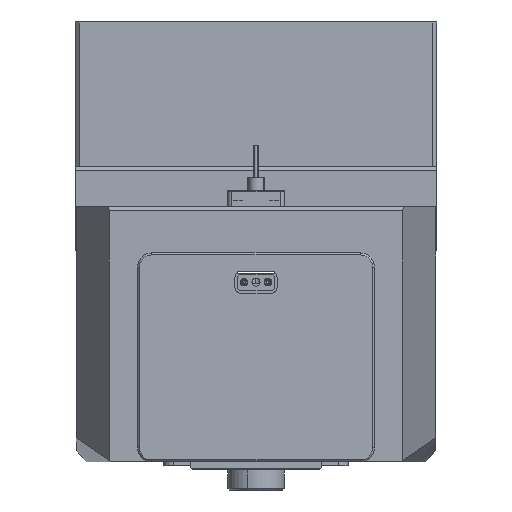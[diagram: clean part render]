
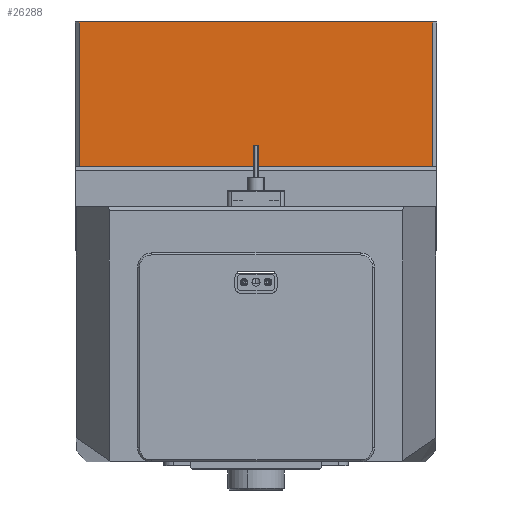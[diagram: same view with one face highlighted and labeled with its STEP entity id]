
A CAD part, left-side view. The second image highlights one B-rep face of the part: STEP entity #26288.
In plain terms, the highlighted planar face has unit normal (-1, 0, 0).
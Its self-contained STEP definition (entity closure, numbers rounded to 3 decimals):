
#779 = CARTESIAN_POINT ( 'NONE',  ( -160., 88., 127. ) ) ;
#1548 = DIRECTION ( 'NONE',  ( 0., 0., -1. ) ) ;
#2015 = LINE ( 'NONE', #40290, #25340 ) ;
#6070 = VERTEX_POINT ( 'NONE', #35747 ) ;
#7090 = VECTOR ( 'NONE', #8234, 1000. ) ;
#7578 = EDGE_LOOP ( 'NONE', ( #9882, #10068, #19552, #26029 ) ) ;
#8234 = DIRECTION ( 'NONE',  ( 0., -1., 0. ) ) ;
#9227 = FACE_OUTER_BOUND ( 'NONE', #7578, .T. ) ;
#9882 = ORIENTED_EDGE ( 'NONE', *, *, #27392, .T. ) ;
#10068 = ORIENTED_EDGE ( 'NONE', *, *, #32713, .T. ) ;
#11508 = DIRECTION ( 'NONE',  ( 0., 0., -1. ) ) ;
#11611 = CARTESIAN_POINT ( 'NONE',  ( -160., -88., 199. ) ) ;
#12036 = CARTESIAN_POINT ( 'NONE',  ( -160., 90., 199. ) ) ;
#12433 = DIRECTION ( 'NONE',  ( 0., 0., 1. ) ) ;
#14308 = VERTEX_POINT ( 'NONE', #22991 ) ;
#14843 = DIRECTION ( 'NONE',  ( 0., -1., 0. ) ) ;
#16456 = LINE ( 'NONE', #11611, #39188 ) ;
#19552 = ORIENTED_EDGE ( 'NONE', *, *, #33092, .F. ) ;
#20808 = LINE ( 'NONE', #27628, #7090 ) ;
#22991 = CARTESIAN_POINT ( 'NONE',  ( -160., -88., 127. ) ) ;
#23826 = EDGE_CURVE ( 'NONE', #33748, #25655, #2015, .T. ) ;
#25340 = VECTOR ( 'NONE', #1548, 1000. ) ;
#25454 = AXIS2_PLACEMENT_3D ( 'NONE', #40322, #27200, #11508 ) ;
#25655 = VERTEX_POINT ( 'NONE', #779 ) ;
#26029 = ORIENTED_EDGE ( 'NONE', *, *, #23826, .T. ) ;
#26288 = ADVANCED_FACE ( 'NONE', ( #9227 ), #37069, .F. ) ;
#27200 = DIRECTION ( 'NONE',  ( 1., 0., 0. ) ) ;
#27392 = EDGE_CURVE ( 'NONE', #25655, #14308, #20808, .T. ) ;
#27628 = CARTESIAN_POINT ( 'NONE',  ( -160., 90., 127. ) ) ;
#32713 = EDGE_CURVE ( 'NONE', #14308, #6070, #16456, .T. ) ;
#33092 = EDGE_CURVE ( 'NONE', #33748, #6070, #35543, .T. ) ;
#33748 = VERTEX_POINT ( 'NONE', #38644 ) ;
#35026 = VECTOR ( 'NONE', #14843, 1000. ) ;
#35543 = LINE ( 'NONE', #12036, #35026 ) ;
#35747 = CARTESIAN_POINT ( 'NONE',  ( -160., -88., 199. ) ) ;
#37069 = PLANE ( 'NONE',  #25454 ) ;
#38644 = CARTESIAN_POINT ( 'NONE',  ( -160., 88., 199. ) ) ;
#39188 = VECTOR ( 'NONE', #12433, 1000. ) ;
#40290 = CARTESIAN_POINT ( 'NONE',  ( -160., 88., 199. ) ) ;
#40322 = CARTESIAN_POINT ( 'NONE',  ( -160., 90., 199. ) ) ;
